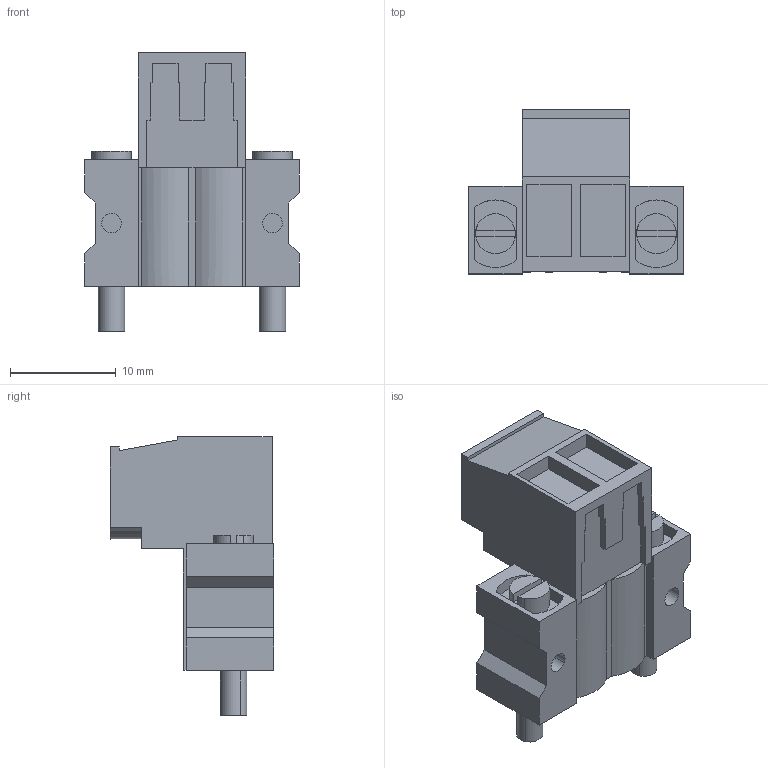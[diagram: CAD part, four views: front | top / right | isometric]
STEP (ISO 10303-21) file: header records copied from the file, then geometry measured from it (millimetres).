
FILE_DESCRIPTION(('CATIA V5 STEP','CAx-IF Rec.Pracs.--- Model Styling and Organization---1.2---2011-12-15'),'2;1');
FILE_NAME ('D1457448_0_1846210000_1846210000.stp','2017-06-01T07:45:30+00:00',('none'),('Weidmueller'),'CATIA Version 5-6 Release 2014','CATIA V5 STEP AP214','none');
FILE_SCHEMA(('AUTOMOTIVE_DESIGN { 1 0 10303 214 1 1 1 1 }'));
Length unit declared in the file: millimetre
Products named in the file (1): 1846210000
Bounding box: 20.28 x 15.47 x 26.29 mm (x, y, z)
Volume: 2664.1 mm3; surface area: 3036.3 mm2
Topology: 7 solids, 7 shells, 234 faces, 606 edges, 403 vertices
Faces by surface type: plane 180, cylinder 46, extrusion 8
Entity records: 7027 total; most frequent: CARTESIAN_POINT 1462, ORIENTED_EDGE 1212, DIRECTION 958, EDGE_CURVE 606, VECTOR 488, LINE 480, VERTEX_POINT 403, AXIS2_PLACEMENT_3D 291
